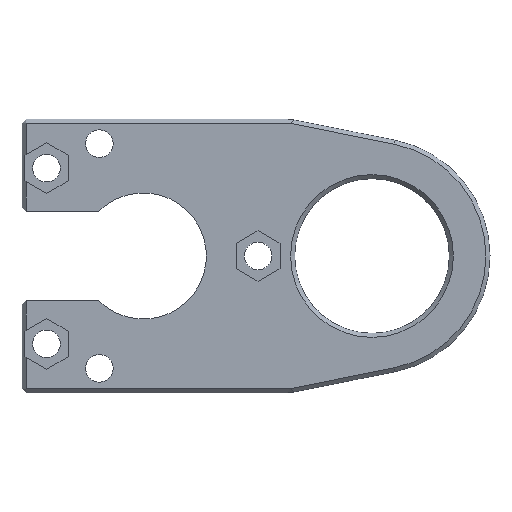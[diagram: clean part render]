
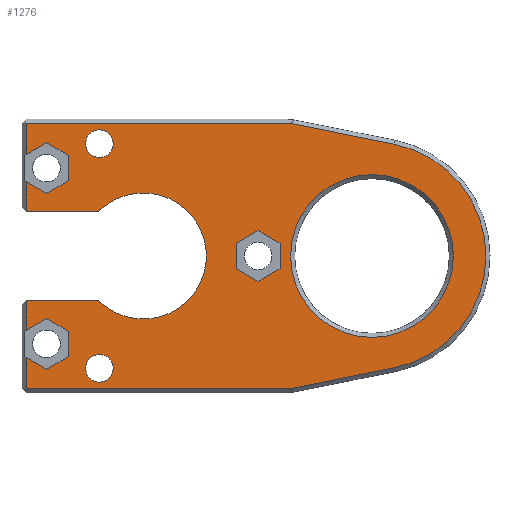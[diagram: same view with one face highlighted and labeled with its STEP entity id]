
A CAD part, front view. The second image highlights one B-rep face of the part: STEP entity #1276.
In plain terms, the highlighted planar face has unit normal (0, -1, 0).
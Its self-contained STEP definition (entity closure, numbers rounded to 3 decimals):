
#23=FACE_BOUND('',#189,.T.);
#24=FACE_BOUND('',#190,.T.);
#25=FACE_BOUND('',#191,.T.);
#26=FACE_BOUND('',#192,.T.);
#31=PLANE('',#1386);
#103=FACE_OUTER_BOUND('',#188,.T.);
#188=EDGE_LOOP('',(#924,#925,#926,#927,#928,#929,#930,#931,#932,#933,#934,
#935,#936,#937,#938,#939,#940,#941,#942,#943,#944,#945));
#189=EDGE_LOOP('',(#946,#947,#948,#949,#950,#951));
#190=EDGE_LOOP('',(#952));
#191=EDGE_LOOP('',(#953));
#192=EDGE_LOOP('',(#954));
#281=LINE('',#1892,#436);
#282=LINE('',#1894,#437);
#283=LINE('',#1896,#438);
#284=LINE('',#1898,#439);
#285=LINE('',#1900,#440);
#286=LINE('',#1902,#441);
#287=LINE('',#1904,#442);
#288=LINE('',#1906,#443);
#289=LINE('',#1908,#444);
#290=LINE('',#1912,#445);
#291=LINE('',#1914,#446);
#292=LINE('',#1916,#447);
#293=LINE('',#1918,#448);
#294=LINE('',#1920,#449);
#295=LINE('',#1922,#450);
#296=LINE('',#1924,#451);
#297=LINE('',#1926,#452);
#298=LINE('',#1928,#453);
#299=LINE('',#1930,#454);
#300=LINE('',#1933,#455);
#301=LINE('',#1936,#456);
#302=LINE('',#1938,#457);
#303=LINE('',#1940,#458);
#304=LINE('',#1942,#459);
#305=LINE('',#1944,#460);
#306=LINE('',#1945,#461);
#436=VECTOR('',#1521,10.);
#437=VECTOR('',#1522,10.);
#438=VECTOR('',#1523,10.);
#439=VECTOR('',#1524,10.);
#440=VECTOR('',#1525,10.);
#441=VECTOR('',#1526,10.);
#442=VECTOR('',#1527,10.);
#443=VECTOR('',#1528,10.);
#444=VECTOR('',#1529,10.);
#445=VECTOR('',#1532,10.);
#446=VECTOR('',#1533,10.);
#447=VECTOR('',#1534,10.);
#448=VECTOR('',#1535,10.);
#449=VECTOR('',#1536,10.);
#450=VECTOR('',#1537,10.);
#451=VECTOR('',#1538,10.);
#452=VECTOR('',#1539,10.);
#453=VECTOR('',#1540,10.);
#454=VECTOR('',#1541,10.);
#455=VECTOR('',#1544,10.);
#456=VECTOR('',#1545,10.);
#457=VECTOR('',#1546,10.);
#458=VECTOR('',#1547,10.);
#459=VECTOR('',#1548,10.);
#460=VECTOR('',#1549,10.);
#461=VECTOR('',#1550,10.);
#590=CIRCLE('',#1385,10.);
#591=CIRCLE('',#1387,14.);
#592=CIRCLE('',#1388,7.75);
#593=CIRCLE('',#1389,1.7);
#594=CIRCLE('',#1390,1.7);
#624=VERTEX_POINT('',#1886);
#625=VERTEX_POINT('',#1890);
#626=VERTEX_POINT('',#1891);
#627=VERTEX_POINT('',#1893);
#628=VERTEX_POINT('',#1895);
#629=VERTEX_POINT('',#1897);
#630=VERTEX_POINT('',#1899);
#631=VERTEX_POINT('',#1901);
#632=VERTEX_POINT('',#1903);
#633=VERTEX_POINT('',#1905);
#634=VERTEX_POINT('',#1907);
#635=VERTEX_POINT('',#1909);
#636=VERTEX_POINT('',#1911);
#637=VERTEX_POINT('',#1913);
#638=VERTEX_POINT('',#1915);
#639=VERTEX_POINT('',#1917);
#640=VERTEX_POINT('',#1919);
#641=VERTEX_POINT('',#1921);
#642=VERTEX_POINT('',#1923);
#643=VERTEX_POINT('',#1925);
#644=VERTEX_POINT('',#1927);
#645=VERTEX_POINT('',#1929);
#646=VERTEX_POINT('',#1931);
#647=VERTEX_POINT('',#1934);
#648=VERTEX_POINT('',#1935);
#649=VERTEX_POINT('',#1937);
#650=VERTEX_POINT('',#1939);
#651=VERTEX_POINT('',#1941);
#652=VERTEX_POINT('',#1943);
#653=VERTEX_POINT('',#1946);
#654=VERTEX_POINT('',#1948);
#734=EDGE_CURVE('',#624,#624,#590,.T.);
#735=EDGE_CURVE('',#625,#626,#281,.T.);
#736=EDGE_CURVE('',#625,#627,#282,.T.);
#737=EDGE_CURVE('',#627,#628,#283,.T.);
#738=EDGE_CURVE('',#628,#629,#284,.T.);
#739=EDGE_CURVE('',#629,#630,#285,.T.);
#740=EDGE_CURVE('',#630,#631,#286,.T.);
#741=EDGE_CURVE('',#632,#631,#287,.T.);
#742=EDGE_CURVE('',#633,#632,#288,.T.);
#743=EDGE_CURVE('',#634,#633,#289,.T.);
#744=EDGE_CURVE('',#635,#634,#591,.T.);
#745=EDGE_CURVE('',#636,#635,#290,.T.);
#746=EDGE_CURVE('',#637,#636,#291,.T.);
#747=EDGE_CURVE('',#638,#637,#292,.T.);
#748=EDGE_CURVE('',#638,#639,#293,.T.);
#749=EDGE_CURVE('',#639,#640,#294,.T.);
#750=EDGE_CURVE('',#640,#641,#295,.T.);
#751=EDGE_CURVE('',#641,#642,#296,.T.);
#752=EDGE_CURVE('',#642,#643,#297,.T.);
#753=EDGE_CURVE('',#644,#643,#298,.T.);
#754=EDGE_CURVE('',#644,#645,#299,.T.);
#755=EDGE_CURVE('',#645,#646,#592,.T.);
#756=EDGE_CURVE('',#646,#626,#300,.T.);
#757=EDGE_CURVE('',#647,#648,#301,.T.);
#758=EDGE_CURVE('',#648,#649,#302,.T.);
#759=EDGE_CURVE('',#649,#650,#303,.T.);
#760=EDGE_CURVE('',#650,#651,#304,.T.);
#761=EDGE_CURVE('',#651,#652,#305,.T.);
#762=EDGE_CURVE('',#652,#647,#306,.T.);
#763=EDGE_CURVE('',#653,#653,#593,.T.);
#764=EDGE_CURVE('',#654,#654,#594,.T.);
#924=ORIENTED_EDGE('',*,*,#735,.F.);
#925=ORIENTED_EDGE('',*,*,#736,.T.);
#926=ORIENTED_EDGE('',*,*,#737,.T.);
#927=ORIENTED_EDGE('',*,*,#738,.T.);
#928=ORIENTED_EDGE('',*,*,#739,.T.);
#929=ORIENTED_EDGE('',*,*,#740,.T.);
#930=ORIENTED_EDGE('',*,*,#741,.F.);
#931=ORIENTED_EDGE('',*,*,#742,.F.);
#932=ORIENTED_EDGE('',*,*,#743,.F.);
#933=ORIENTED_EDGE('',*,*,#744,.F.);
#934=ORIENTED_EDGE('',*,*,#745,.F.);
#935=ORIENTED_EDGE('',*,*,#746,.F.);
#936=ORIENTED_EDGE('',*,*,#747,.F.);
#937=ORIENTED_EDGE('',*,*,#748,.T.);
#938=ORIENTED_EDGE('',*,*,#749,.T.);
#939=ORIENTED_EDGE('',*,*,#750,.T.);
#940=ORIENTED_EDGE('',*,*,#751,.T.);
#941=ORIENTED_EDGE('',*,*,#752,.T.);
#942=ORIENTED_EDGE('',*,*,#753,.F.);
#943=ORIENTED_EDGE('',*,*,#754,.T.);
#944=ORIENTED_EDGE('',*,*,#755,.T.);
#945=ORIENTED_EDGE('',*,*,#756,.T.);
#946=ORIENTED_EDGE('',*,*,#757,.T.);
#947=ORIENTED_EDGE('',*,*,#758,.T.);
#948=ORIENTED_EDGE('',*,*,#759,.T.);
#949=ORIENTED_EDGE('',*,*,#760,.T.);
#950=ORIENTED_EDGE('',*,*,#761,.T.);
#951=ORIENTED_EDGE('',*,*,#762,.T.);
#952=ORIENTED_EDGE('',*,*,#763,.T.);
#953=ORIENTED_EDGE('',*,*,#764,.T.);
#954=ORIENTED_EDGE('',*,*,#734,.F.);
#1276=ADVANCED_FACE('',(#103,#23,#24,#25,#26),#31,.T.);
#1385=AXIS2_PLACEMENT_3D('',#1888,#1517,#1518);
#1386=AXIS2_PLACEMENT_3D('',#1889,#1519,#1520);
#1387=AXIS2_PLACEMENT_3D('',#1910,#1530,#1531);
#1388=AXIS2_PLACEMENT_3D('',#1932,#1542,#1543);
#1389=AXIS2_PLACEMENT_3D('',#1947,#1551,#1552);
#1390=AXIS2_PLACEMENT_3D('',#1949,#1553,#1554);
#1517=DIRECTION('center_axis',(0.,-1.,0.));
#1518=DIRECTION('ref_axis',(-1.,0.,0.));
#1519=DIRECTION('center_axis',(0.,-1.,0.));
#1520=DIRECTION('ref_axis',(0.,0.,-1.));
#1521=DIRECTION('',(0.,0.,1.));
#1522=DIRECTION('',(0.866,0.,0.5));
#1523=DIRECTION('',(0.866,0.,-0.5));
#1524=DIRECTION('',(0.,0.,-1.));
#1525=DIRECTION('',(-0.866,0.,-0.5));
#1526=DIRECTION('',(-0.866,0.,0.5));
#1527=DIRECTION('',(0.,0.,1.));
#1528=DIRECTION('',(-1.,0.,0.));
#1529=DIRECTION('',(-0.98,0.,-0.197));
#1530=DIRECTION('center_axis',(0.,1.,0.));
#1531=DIRECTION('ref_axis',(0.197,0.,0.98));
#1532=DIRECTION('',(0.98,0.,-0.197));
#1533=DIRECTION('',(1.,0.,0.));
#1534=DIRECTION('',(0.,0.,1.));
#1535=DIRECTION('',(0.866,0.,0.5));
#1536=DIRECTION('',(0.866,0.,-0.5));
#1537=DIRECTION('',(0.,0.,-1.));
#1538=DIRECTION('',(-0.866,0.,-0.5));
#1539=DIRECTION('',(-0.866,0.,0.5));
#1540=DIRECTION('',(0.,0.,1.));
#1541=DIRECTION('',(1.,0.,0.));
#1542=DIRECTION('center_axis',(0.,1.,0.));
#1543=DIRECTION('ref_axis',(-1.,0.,0.));
#1544=DIRECTION('',(-1.,0.,0.));
#1545=DIRECTION('',(0.866,0.,0.5));
#1546=DIRECTION('',(0.866,0.,-0.5));
#1547=DIRECTION('',(0.,0.,-1.));
#1548=DIRECTION('',(-0.866,0.,-0.5));
#1549=DIRECTION('',(-0.866,0.,0.5));
#1550=DIRECTION('',(0.,0.,1.));
#1551=DIRECTION('center_axis',(0.,1.,0.));
#1552=DIRECTION('ref_axis',(-1.,0.,0.));
#1553=DIRECTION('center_axis',(0.,1.,0.));
#1554=DIRECTION('ref_axis',(-1.,0.,0.));
#1886=CARTESIAN_POINT('',(53.,0.,-16.8));
#1888=CARTESIAN_POINT('Origin',(43.,0.,-16.8));
#1889=CARTESIAN_POINT('Origin',(16.5,0.,-16.8));
#1890=CARTESIAN_POINT('',(0.5,0.,-25.926));
#1891=CARTESIAN_POINT('',(0.5,0.,-22.3));
#1892=CARTESIAN_POINT('',(0.5,0.,-25.2));
#1893=CARTESIAN_POINT('',(3.,0.,-24.482));
#1894=CARTESIAN_POINT('',(8.376,0.,-21.379));
#1895=CARTESIAN_POINT('',(5.7,0.,-26.041));
#1896=CARTESIAN_POINT('',(6.399,0.,-26.445));
#1897=CARTESIAN_POINT('',(5.7,0.,-29.159));
#1898=CARTESIAN_POINT('',(5.7,0.,-21.421));
#1899=CARTESIAN_POINT('',(3.,0.,-30.718));
#1900=CARTESIAN_POINT('',(12.426,0.,-25.276));
#1901=CARTESIAN_POINT('',(0.5,0.,-29.274));
#1902=CARTESIAN_POINT('',(5.049,0.,-31.901));
#1903=CARTESIAN_POINT('',(0.5,0.,-33.1));
#1904=CARTESIAN_POINT('',(0.5,0.,-25.2));
#1905=CARTESIAN_POINT('',(32.95,0.,-33.1));
#1906=CARTESIAN_POINT('',(24.75,0.,-33.1));
#1907=CARTESIAN_POINT('',(45.759,0.,-30.525));
#1908=CARTESIAN_POINT('',(26.595,0.,-34.377));
#1909=CARTESIAN_POINT('',(45.759,0.,-3.075));
#1910=CARTESIAN_POINT('Origin',(43.,0.,-16.8));
#1911=CARTESIAN_POINT('',(32.95,0.,-0.5));
#1912=CARTESIAN_POINT('',(33.023,0.,-0.515));
#1913=CARTESIAN_POINT('',(0.5,0.,-0.5));
#1914=CARTESIAN_POINT('',(8.25,0.,-0.5));
#1915=CARTESIAN_POINT('',(0.5,0.,-4.326));
#1916=CARTESIAN_POINT('',(0.5,0.,-25.2));
#1917=CARTESIAN_POINT('',(3.,0.,-2.882));
#1918=CARTESIAN_POINT('',(3.699,0.,-2.479));
#1919=CARTESIAN_POINT('',(5.7,0.,-4.441));
#1920=CARTESIAN_POINT('',(11.076,0.,-7.545));
#1921=CARTESIAN_POINT('',(5.7,0.,-7.559));
#1922=CARTESIAN_POINT('',(5.7,0.,-10.621));
#1923=CARTESIAN_POINT('',(3.,0.,-9.118));
#1924=CARTESIAN_POINT('',(7.749,0.,-6.376));
#1925=CARTESIAN_POINT('',(0.5,0.,-7.674));
#1926=CARTESIAN_POINT('',(9.726,0.,-13.001));
#1927=CARTESIAN_POINT('',(0.5,0.,-11.3));
#1928=CARTESIAN_POINT('',(0.5,0.,-25.2));
#1929=CARTESIAN_POINT('',(9.44,0.,-11.3));
#1930=CARTESIAN_POINT('',(8.25,0.,-11.3));
#1931=CARTESIAN_POINT('',(9.44,0.,-22.3));
#1932=CARTESIAN_POINT('Origin',(14.9,0.,-16.8));
#1933=CARTESIAN_POINT('',(15.7,0.,-22.3));
#1934=CARTESIAN_POINT('',(26.3,0.,-15.241));
#1935=CARTESIAN_POINT('',(29.,0.,-13.682));
#1936=CARTESIAN_POINT('',(22.288,0.,-17.558));
#1937=CARTESIAN_POINT('',(31.7,0.,-15.241));
#1938=CARTESIAN_POINT('',(24.988,0.,-11.366));
#1939=CARTESIAN_POINT('',(31.7,0.,-18.359));
#1940=CARTESIAN_POINT('',(31.7,0.,-16.021));
#1941=CARTESIAN_POINT('',(29.,0.,-19.918));
#1942=CARTESIAN_POINT('',(26.338,0.,-21.455));
#1943=CARTESIAN_POINT('',(26.3,0.,-18.359));
#1944=CARTESIAN_POINT('',(23.638,0.,-16.822));
#1945=CARTESIAN_POINT('',(26.3,0.,-17.579));
#1946=CARTESIAN_POINT('',(11.2,0.,-30.6));
#1947=CARTESIAN_POINT('Origin',(9.5,0.,-30.6));
#1948=CARTESIAN_POINT('',(11.2,0.,-3.));
#1949=CARTESIAN_POINT('Origin',(9.5,0.,-3.));
